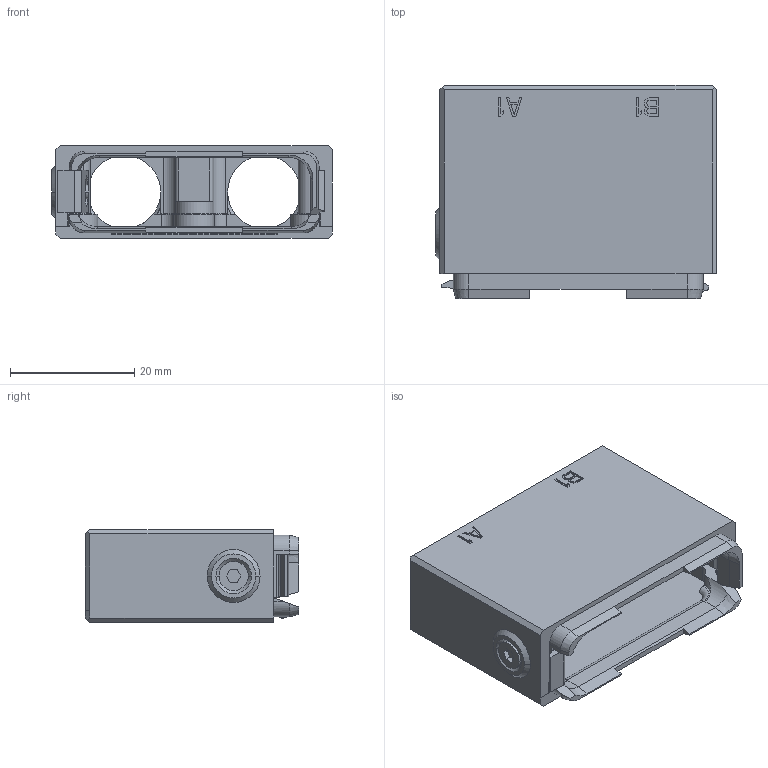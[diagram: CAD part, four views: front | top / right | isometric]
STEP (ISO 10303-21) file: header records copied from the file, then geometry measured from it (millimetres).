
FILE_DESCRIPTION((''),'2;1');
FILE_NAME('00611207004','2019-11-05T',('presta_be4'),(''),'CREO PARAMETRIC BY PTC INC, 2018360','CREO PARAMETRIC BY PTC INC, 2018360','');
FILE_SCHEMA(('CONFIG_CONTROL_DESIGN'));
Length unit declared in the file: millimetre
Products named in the file (1): 00611207004
Bounding box: 45.2 x 34.32 x 14.96 mm (x, y, z)
Volume: 6152 mm3; surface area: 10194.2 mm2
Topology: 1 solids, 2 shells, 1533 faces, 4461 edges, 2833 vertices
Faces by surface type: plane 737, cylinder 522, cone 262, torus 12
Entity records: 50126 total; most frequent: CARTESIAN_POINT 9516, DIRECTION 8599, ORIENTED_EDGE 8486, EDGE_CURVE 4243, VECTOR 2905, LINE 2905, AXIS2_PLACEMENT_3D 2847, VERTEX_POINT 2833
